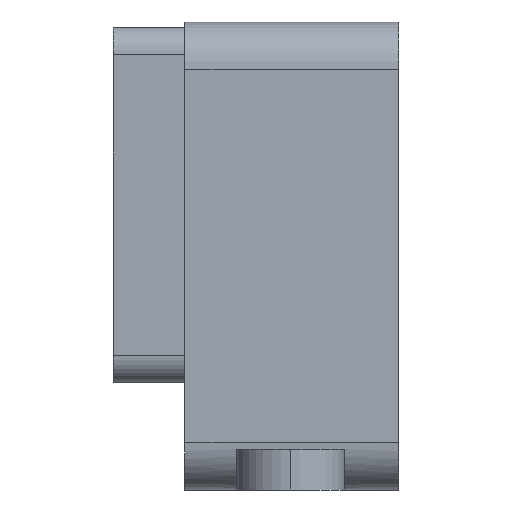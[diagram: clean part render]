
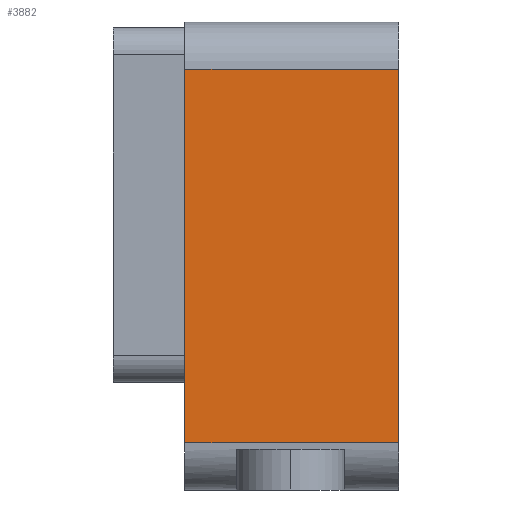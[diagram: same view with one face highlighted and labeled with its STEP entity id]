
A CAD part, left-side view. The second image highlights one B-rep face of the part: STEP entity #3882.
In plain terms, the highlighted planar face has unit normal (-1, 0, 0).
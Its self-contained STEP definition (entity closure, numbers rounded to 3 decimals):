
#186 = PLANE('',#187);
#187 = AXIS2_PLACEMENT_3D('',#188,#189,#190);
#188 = CARTESIAN_POINT('',(0.,12.5,0.));
#189 = DIRECTION('',(0.,1.,0.));
#190 = DIRECTION('',(0.,0.,1.));
#1270 = PLANE('',#1271);
#1271 = AXIS2_PLACEMENT_3D('',#1272,#1273,#1274);
#1272 = CARTESIAN_POINT('',(0.,-3.25,0.));
#1273 = DIRECTION('',(0.,1.,0.));
#1274 = DIRECTION('',(0.,0.,1.));
#1298 = CYLINDRICAL_SURFACE('',#1299,3.5);
#1299 = AXIS2_PLACEMENT_3D('',#1300,#1301,#1302);
#1300 = CARTESIAN_POINT('',(-60.046,-3.25,-3.261));
#1301 = DIRECTION('',(0.,1.,0.));
#1302 = DIRECTION('',(0.,0.,1.));
#2096 = VERTEX_POINT('',#2097);
#2097 = CARTESIAN_POINT('',(-63.546,-3.25,24.239));
#2116 = CYLINDRICAL_SURFACE('',#2117,3.5);
#2117 = AXIS2_PLACEMENT_3D('',#2118,#2119,#2120);
#2118 = CARTESIAN_POINT('',(-60.046,-3.25,24.239));
#2119 = DIRECTION('',(0.,1.,0.));
#2120 = DIRECTION('',(0.,0.,1.));
#2128 = EDGE_CURVE('',#2129,#2096,#2131,.T.);
#2129 = VERTEX_POINT('',#2130);
#2130 = CARTESIAN_POINT('',(-63.546,-3.25,-3.261));
#2131 = SURFACE_CURVE('',#2132,(#2136,#2143),.PCURVE_S1.);
#2132 = LINE('',#2133,#2134);
#2133 = CARTESIAN_POINT('',(-63.546,-3.25,0.));
#2134 = VECTOR('',#2135,1.);
#2135 = DIRECTION('',(0.,0.,1.));
#2136 = PCURVE('',#1270,#2137);
#2137 = DEFINITIONAL_REPRESENTATION('',(#2138),#2142);
#2138 = LINE('',#2139,#2140);
#2139 = CARTESIAN_POINT('',(0.,-63.546));
#2140 = VECTOR('',#2141,1.);
#2141 = DIRECTION('',(1.,0.));
#2142 = ( GEOMETRIC_REPRESENTATION_CONTEXT(2) 
PARAMETRIC_REPRESENTATION_CONTEXT() REPRESENTATION_CONTEXT('2D SPACE',''
  ) );
#2143 = PCURVE('',#2144,#2149);
#2144 = PLANE('',#2145);
#2145 = AXIS2_PLACEMENT_3D('',#2146,#2147,#2148);
#2146 = CARTESIAN_POINT('',(-63.546,-3.25,-4.761));
#2147 = DIRECTION('',(-1.,0.,0.));
#2148 = DIRECTION('',(0.,0.,1.));
#2149 = DEFINITIONAL_REPRESENTATION('',(#2150),#2154);
#2150 = LINE('',#2151,#2152);
#2151 = CARTESIAN_POINT('',(4.761,0.));
#2152 = VECTOR('',#2153,1.);
#2153 = DIRECTION('',(1.,0.));
#2154 = ( GEOMETRIC_REPRESENTATION_CONTEXT(2) 
PARAMETRIC_REPRESENTATION_CONTEXT() REPRESENTATION_CONTEXT('2D SPACE',''
  ) );
#2729 = EDGE_CURVE('',#2730,#2129,#2732,.T.);
#2730 = VERTEX_POINT('',#2731);
#2731 = CARTESIAN_POINT('',(-63.546,12.5,-3.261));
#2732 = SURFACE_CURVE('',#2733,(#2737,#2744),.PCURVE_S1.);
#2733 = LINE('',#2734,#2735);
#2734 = CARTESIAN_POINT('',(-63.546,-3.25,-3.261));
#2735 = VECTOR('',#2736,1.);
#2736 = DIRECTION('',(0.,-1.,0.));
#2737 = PCURVE('',#1298,#2738);
#2738 = DEFINITIONAL_REPRESENTATION('',(#2739),#2743);
#2739 = LINE('',#2740,#2741);
#2740 = CARTESIAN_POINT('',(4.712,0.));
#2741 = VECTOR('',#2742,1.);
#2742 = DIRECTION('',(0.,-1.));
#2743 = ( GEOMETRIC_REPRESENTATION_CONTEXT(2) 
PARAMETRIC_REPRESENTATION_CONTEXT() REPRESENTATION_CONTEXT('2D SPACE',''
  ) );
#2744 = PCURVE('',#2144,#2745);
#2745 = DEFINITIONAL_REPRESENTATION('',(#2746),#2750);
#2746 = LINE('',#2747,#2748);
#2747 = CARTESIAN_POINT('',(1.5,0.));
#2748 = VECTOR('',#2749,1.);
#2749 = DIRECTION('',(0.,-1.));
#2750 = ( GEOMETRIC_REPRESENTATION_CONTEXT(2) 
PARAMETRIC_REPRESENTATION_CONTEXT() REPRESENTATION_CONTEXT('2D SPACE',''
  ) );
#3839 = VERTEX_POINT('',#3840);
#3840 = CARTESIAN_POINT('',(-63.546,12.5,24.239));
#3862 = EDGE_CURVE('',#2096,#3839,#3863,.T.);
#3863 = SURFACE_CURVE('',#3864,(#3868,#3875),.PCURVE_S1.);
#3864 = LINE('',#3865,#3866);
#3865 = CARTESIAN_POINT('',(-63.546,-3.25,24.239));
#3866 = VECTOR('',#3867,1.);
#3867 = DIRECTION('',(0.,1.,0.));
#3868 = PCURVE('',#2116,#3869);
#3869 = DEFINITIONAL_REPRESENTATION('',(#3870),#3874);
#3870 = LINE('',#3871,#3872);
#3871 = CARTESIAN_POINT('',(4.712,0.));
#3872 = VECTOR('',#3873,1.);
#3873 = DIRECTION('',(0.,1.));
#3874 = ( GEOMETRIC_REPRESENTATION_CONTEXT(2) 
PARAMETRIC_REPRESENTATION_CONTEXT() REPRESENTATION_CONTEXT('2D SPACE',''
  ) );
#3875 = PCURVE('',#2144,#3876);
#3876 = DEFINITIONAL_REPRESENTATION('',(#3877),#3881);
#3877 = LINE('',#3878,#3879);
#3878 = CARTESIAN_POINT('',(29.,0.));
#3879 = VECTOR('',#3880,1.);
#3880 = DIRECTION('',(0.,1.));
#3881 = ( GEOMETRIC_REPRESENTATION_CONTEXT(2) 
PARAMETRIC_REPRESENTATION_CONTEXT() REPRESENTATION_CONTEXT('2D SPACE',''
  ) );
#3882 = ADVANCED_FACE('',(#3883),#2144,.T.);
#3883 = FACE_BOUND('',#3884,.T.);
#3884 = EDGE_LOOP('',(#3885,#3886,#3887,#3908));
#3885 = ORIENTED_EDGE('',*,*,#2128,.T.);
#3886 = ORIENTED_EDGE('',*,*,#3862,.T.);
#3887 = ORIENTED_EDGE('',*,*,#3888,.F.);
#3888 = EDGE_CURVE('',#2730,#3839,#3889,.T.);
#3889 = SURFACE_CURVE('',#3890,(#3894,#3901),.PCURVE_S1.);
#3890 = LINE('',#3891,#3892);
#3891 = CARTESIAN_POINT('',(-63.546,12.5,0.));
#3892 = VECTOR('',#3893,1.);
#3893 = DIRECTION('',(0.,0.,1.));
#3894 = PCURVE('',#2144,#3895);
#3895 = DEFINITIONAL_REPRESENTATION('',(#3896),#3900);
#3896 = LINE('',#3897,#3898);
#3897 = CARTESIAN_POINT('',(4.761,15.75));
#3898 = VECTOR('',#3899,1.);
#3899 = DIRECTION('',(1.,0.));
#3900 = ( GEOMETRIC_REPRESENTATION_CONTEXT(2) 
PARAMETRIC_REPRESENTATION_CONTEXT() REPRESENTATION_CONTEXT('2D SPACE',''
  ) );
#3901 = PCURVE('',#186,#3902);
#3902 = DEFINITIONAL_REPRESENTATION('',(#3903),#3907);
#3903 = LINE('',#3904,#3905);
#3904 = CARTESIAN_POINT('',(0.,-63.546));
#3905 = VECTOR('',#3906,1.);
#3906 = DIRECTION('',(1.,0.));
#3907 = ( GEOMETRIC_REPRESENTATION_CONTEXT(2) 
PARAMETRIC_REPRESENTATION_CONTEXT() REPRESENTATION_CONTEXT('2D SPACE',''
  ) );
#3908 = ORIENTED_EDGE('',*,*,#2729,.T.);
